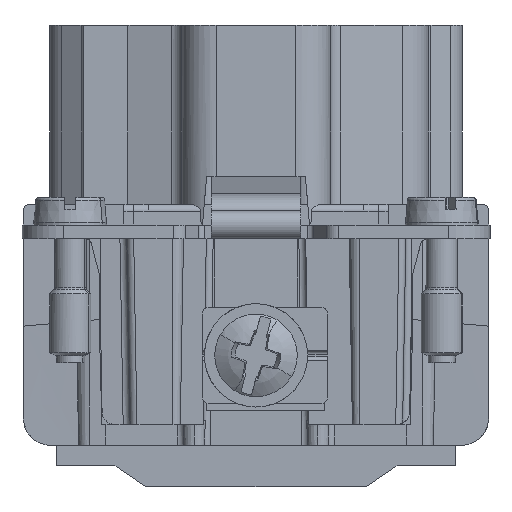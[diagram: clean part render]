
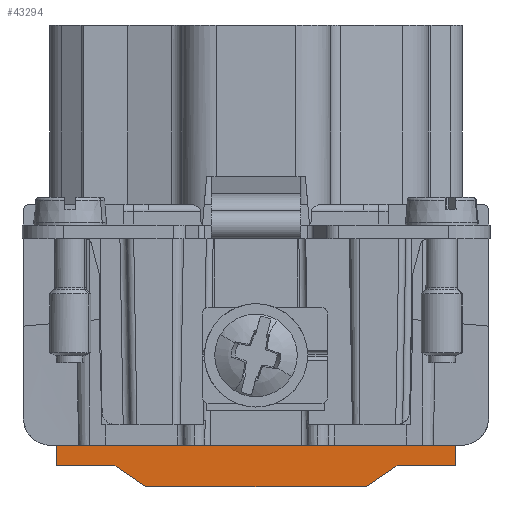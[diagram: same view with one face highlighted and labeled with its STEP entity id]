
A CAD part, front view. The second image highlights one B-rep face of the part: STEP entity #43294.
In plain terms, the highlighted planar face has unit normal (0, -1, 0).
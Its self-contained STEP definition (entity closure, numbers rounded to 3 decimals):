
#27387=AXIS2_PLACEMENT_3D('Circle Axis2P3D',#27385,#27386,$) ;
#27714=AXIS2_PLACEMENT_3D('Circle Axis2P3D',#27712,#27713,$) ;
#30502=AXIS2_PLACEMENT_3D('Circle Axis2P3D',#30500,#30501,$) ;
#30817=AXIS2_PLACEMENT_3D('Circle Axis2P3D',#30815,#30816,$) ;
#43262=AXIS2_PLACEMENT_3D('Plane Axis2P3D',#43259,#43260,#43261) ;
#13626=CARTESIAN_POINT('Vertex',(1.5,15.25,13.3)) ;
#13631=CARTESIAN_POINT('Line Origine',(1.575,15.25,13.3)) ;
#13635=CARTESIAN_POINT('Vertex',(1.65,15.25,13.3)) ;
#16794=CARTESIAN_POINT('Vertex',(32.35,15.25,13.3)) ;
#16797=CARTESIAN_POINT('Line Origine',(32.425,15.25,13.3)) ;
#16801=CARTESIAN_POINT('Vertex',(32.5,15.25,13.3)) ;
#20415=CARTESIAN_POINT('Line Origine',(1.697,15.25,10.588)) ;
#20419=CARTESIAN_POINT('Vertex',(1.745,15.25,7.875)) ;
#20467=CARTESIAN_POINT('Vertex',(3.778,15.25,4.)) ;
#20487=CARTESIAN_POINT('Line Origine',(17.,15.25,4.)) ;
#20491=CARTESIAN_POINT('Vertex',(30.222,15.25,4.)) ;
#20553=CARTESIAN_POINT('Vertex',(32.255,15.25,7.875)) ;
#20556=CARTESIAN_POINT('Line Origine',(32.303,15.25,10.588)) ;
#27314=CARTESIAN_POINT('Vertex',(3.629,15.25,4.)) ;
#27317=CARTESIAN_POINT('Line Origine',(3.703,15.25,4.)) ;
#27338=CARTESIAN_POINT('Line Origine',(30.297,15.25,4.)) ;
#27342=CARTESIAN_POINT('Vertex',(30.371,15.25,4.)) ;
#27385=CARTESIAN_POINT('Axis2P3D Location',(30.371,15.25,6.)) ;
#27389=CARTESIAN_POINT('Vertex',(32.371,15.25,6.)) ;
#27414=CARTESIAN_POINT('Vertex',(32.371,15.25,7.875)) ;
#27431=CARTESIAN_POINT('Line Origine',(32.371,15.25,6.938)) ;
#27453=CARTESIAN_POINT('Vertex',(32.5,15.25,13.1)) ;
#27458=CARTESIAN_POINT('Line Origine',(33.011,15.25,13.1)) ;
#27462=CARTESIAN_POINT('Vertex',(33.521,15.25,13.1)) ;
#27681=CARTESIAN_POINT('Line Origine',(33.521,15.25,9.483)) ;
#27685=CARTESIAN_POINT('Vertex',(33.521,15.25,5.866)) ;
#27712=CARTESIAN_POINT('Axis2P3D Location',(30.521,15.25,5.866)) ;
#27716=CARTESIAN_POINT('Vertex',(31.5,15.25,3.03)) ;
#27765=CARTESIAN_POINT('Line Origine',(31.5,15.25,2.265)) ;
#27769=CARTESIAN_POINT('Vertex',(31.5,15.25,1.5)) ;
#28175=CARTESIAN_POINT('Line Origine',(29.372,15.25,1.5)) ;
#28179=CARTESIAN_POINT('Vertex',(27.244,15.25,1.5)) ;
#28511=CARTESIAN_POINT('Line Origine',(26.122,15.25,0.75)) ;
#28515=CARTESIAN_POINT('Vertex',(25.,15.25,0.)) ;
#28659=CARTESIAN_POINT('Line Origine',(17.,15.25,0.)) ;
#28663=CARTESIAN_POINT('Vertex',(9.,15.25,0.)) ;
#29583=CARTESIAN_POINT('Line Origine',(7.878,15.25,0.75)) ;
#29587=CARTESIAN_POINT('Vertex',(6.756,15.25,1.5)) ;
#29900=CARTESIAN_POINT('Line Origine',(4.628,15.25,1.5)) ;
#29904=CARTESIAN_POINT('Vertex',(2.5,15.25,1.5)) ;
#30391=CARTESIAN_POINT('Line Origine',(2.5,15.25,2.265)) ;
#30395=CARTESIAN_POINT('Vertex',(2.5,15.25,3.03)) ;
#30492=CARTESIAN_POINT('Vertex',(0.479,15.25,5.866)) ;
#30500=CARTESIAN_POINT('Axis2P3D Location',(3.479,15.25,5.866)) ;
#30524=CARTESIAN_POINT('Vertex',(0.479,15.25,13.1)) ;
#30532=CARTESIAN_POINT('Line Origine',(0.479,15.25,9.483)) ;
#30548=CARTESIAN_POINT('Vertex',(1.5,15.25,13.1)) ;
#30726=CARTESIAN_POINT('Line Origine',(0.989,15.25,13.1)) ;
#30767=CARTESIAN_POINT('Line Origine',(1.629,15.25,6.938)) ;
#30771=CARTESIAN_POINT('Vertex',(1.629,15.25,6.)) ;
#30773=CARTESIAN_POINT('Vertex',(1.629,15.25,7.875)) ;
#30815=CARTESIAN_POINT('Axis2P3D Location',(3.629,15.25,6.)) ;
#41211=CARTESIAN_POINT('Line Origine',(1.687,15.25,7.875)) ;
#41226=CARTESIAN_POINT('Line Origine',(32.313,15.25,7.875)) ;
#42969=CARTESIAN_POINT('Line Origine',(32.5,15.25,13.2)) ;
#43011=CARTESIAN_POINT('Line Origine',(1.5,15.25,13.2)) ;
#43259=CARTESIAN_POINT('Axis2P3D Location',(23.25,15.25,14.5)) ;
#13632=DIRECTION('Vector Direction',(1.,0.,0.)) ;
#16798=DIRECTION('Vector Direction',(1.,0.,0.)) ;
#20416=DIRECTION('Vector Direction',(0.017,0.,-1.)) ;
#20488=DIRECTION('Vector Direction',(1.,0.,0.)) ;
#20557=DIRECTION('Vector Direction',(-0.017,0.,-1.)) ;
#27318=DIRECTION('Vector Direction',(1.,0.,0.)) ;
#27339=DIRECTION('Vector Direction',(1.,0.,0.)) ;
#27386=DIRECTION('Axis2P3D Direction',(-0.,1.,0.)) ;
#27432=DIRECTION('Vector Direction',(0.,0.,1.)) ;
#27459=DIRECTION('Vector Direction',(1.,0.,0.)) ;
#27682=DIRECTION('Vector Direction',(0.,0.,1.)) ;
#27713=DIRECTION('Axis2P3D Direction',(-0.,1.,0.)) ;
#27766=DIRECTION('Vector Direction',(0.,0.,1.)) ;
#28176=DIRECTION('Vector Direction',(1.,0.,0.)) ;
#28512=DIRECTION('Vector Direction',(-0.831,0.,-0.556)) ;
#28660=DIRECTION('Vector Direction',(1.,0.,0.)) ;
#29584=DIRECTION('Vector Direction',(0.831,0.,-0.556)) ;
#29901=DIRECTION('Vector Direction',(1.,0.,0.)) ;
#30392=DIRECTION('Vector Direction',(0.,0.,1.)) ;
#30501=DIRECTION('Axis2P3D Direction',(-0.,-1.,0.)) ;
#30533=DIRECTION('Vector Direction',(0.,0.,1.)) ;
#30727=DIRECTION('Vector Direction',(1.,0.,0.)) ;
#30768=DIRECTION('Vector Direction',(0.,0.,1.)) ;
#30816=DIRECTION('Axis2P3D Direction',(-0.,-1.,0.)) ;
#41212=DIRECTION('Vector Direction',(1.,0.,0.)) ;
#41227=DIRECTION('Vector Direction',(-1.,0.,0.)) ;
#42970=DIRECTION('Vector Direction',(0.,0.,1.)) ;
#43012=DIRECTION('Vector Direction',(0.,0.,-1.)) ;
#43260=DIRECTION('Axis2P3D Direction',(-0.,1.,0.)) ;
#43261=DIRECTION('Axis2P3D XDirection',(1.,0.,0.)) ;
#13633=VECTOR('Line Direction',#13632,1.) ;
#16799=VECTOR('Line Direction',#16798,1.) ;
#20417=VECTOR('Line Direction',#20416,1.) ;
#20489=VECTOR('Line Direction',#20488,1.) ;
#20558=VECTOR('Line Direction',#20557,1.) ;
#27319=VECTOR('Line Direction',#27318,1.) ;
#27340=VECTOR('Line Direction',#27339,1.) ;
#27433=VECTOR('Line Direction',#27432,1.) ;
#27460=VECTOR('Line Direction',#27459,1.) ;
#27683=VECTOR('Line Direction',#27682,1.) ;
#27767=VECTOR('Line Direction',#27766,1.) ;
#28177=VECTOR('Line Direction',#28176,1.) ;
#28513=VECTOR('Line Direction',#28512,1.) ;
#28661=VECTOR('Line Direction',#28660,1.) ;
#29585=VECTOR('Line Direction',#29584,1.) ;
#29902=VECTOR('Line Direction',#29901,1.) ;
#30393=VECTOR('Line Direction',#30392,1.) ;
#30534=VECTOR('Line Direction',#30533,1.) ;
#30728=VECTOR('Line Direction',#30727,1.) ;
#30769=VECTOR('Line Direction',#30768,1.) ;
#41213=VECTOR('Line Direction',#41212,1.) ;
#41228=VECTOR('Line Direction',#41227,1.) ;
#42971=VECTOR('Line Direction',#42970,1.) ;
#43013=VECTOR('Line Direction',#43012,1.) ;
#43265=ORIENTED_EDGE('',*,*,#20493,.T.) ;
#43266=ORIENTED_EDGE('',*,*,#27321,.T.) ;
#43267=ORIENTED_EDGE('',*,*,#30819,.T.) ;
#43268=ORIENTED_EDGE('',*,*,#30775,.T.) ;
#43269=ORIENTED_EDGE('',*,*,#41215,.T.) ;
#43270=ORIENTED_EDGE('',*,*,#20421,.F.) ;
#43271=ORIENTED_EDGE('',*,*,#13637,.F.) ;
#43272=ORIENTED_EDGE('',*,*,#43015,.T.) ;
#43273=ORIENTED_EDGE('',*,*,#30730,.T.) ;
#43274=ORIENTED_EDGE('',*,*,#30536,.T.) ;
#43275=ORIENTED_EDGE('',*,*,#30504,.T.) ;
#43276=ORIENTED_EDGE('',*,*,#30397,.T.) ;
#43277=ORIENTED_EDGE('',*,*,#29906,.T.) ;
#43278=ORIENTED_EDGE('',*,*,#29589,.T.) ;
#43279=ORIENTED_EDGE('',*,*,#28665,.T.) ;
#43280=ORIENTED_EDGE('',*,*,#28517,.F.) ;
#43281=ORIENTED_EDGE('',*,*,#28181,.F.) ;
#43282=ORIENTED_EDGE('',*,*,#27771,.F.) ;
#43283=ORIENTED_EDGE('',*,*,#27718,.F.) ;
#43284=ORIENTED_EDGE('',*,*,#27687,.F.) ;
#43285=ORIENTED_EDGE('',*,*,#27464,.F.) ;
#43286=ORIENTED_EDGE('',*,*,#42973,.T.) ;
#43287=ORIENTED_EDGE('',*,*,#16803,.F.) ;
#43288=ORIENTED_EDGE('',*,*,#20560,.T.) ;
#43289=ORIENTED_EDGE('',*,*,#41230,.T.) ;
#43290=ORIENTED_EDGE('',*,*,#27435,.F.) ;
#43291=ORIENTED_EDGE('',*,*,#27391,.F.) ;
#43292=ORIENTED_EDGE('',*,*,#27344,.T.) ;
#43294=ADVANCED_FACE('Hauptk\X2\00F6\X0\rper',(#43293),#43263,.F.) ;
#27388=CIRCLE('generated circle',#27387,2.) ;
#27715=CIRCLE('generated circle',#27714,3.) ;
#30503=CIRCLE('generated circle',#30502,3.) ;
#30818=CIRCLE('generated circle',#30817,2.) ;
#13637=EDGE_CURVE('',#13627,#13636,#13634,.T.) ;
#16803=EDGE_CURVE('',#16795,#16802,#16800,.T.) ;
#20421=EDGE_CURVE('',#13636,#20420,#20418,.T.) ;
#20493=EDGE_CURVE('',#20492,#20468,#20490,.F.) ;
#20560=EDGE_CURVE('',#16795,#20554,#20559,.T.) ;
#27321=EDGE_CURVE('',#20468,#27315,#27320,.F.) ;
#27344=EDGE_CURVE('',#27343,#20492,#27341,.F.) ;
#27391=EDGE_CURVE('',#27343,#27390,#27388,.F.) ;
#27435=EDGE_CURVE('',#27390,#27415,#27434,.T.) ;
#27464=EDGE_CURVE('',#27454,#27463,#27461,.T.) ;
#27687=EDGE_CURVE('',#27463,#27686,#27684,.F.) ;
#27718=EDGE_CURVE('',#27686,#27717,#27715,.T.) ;
#27771=EDGE_CURVE('',#27717,#27770,#27768,.F.) ;
#28181=EDGE_CURVE('',#27770,#28180,#28178,.F.) ;
#28517=EDGE_CURVE('',#28180,#28516,#28514,.T.) ;
#28665=EDGE_CURVE('',#28664,#28516,#28662,.T.) ;
#29589=EDGE_CURVE('',#29588,#28664,#29586,.T.) ;
#29906=EDGE_CURVE('',#29905,#29588,#29903,.T.) ;
#30397=EDGE_CURVE('',#30396,#29905,#30394,.F.) ;
#30504=EDGE_CURVE('',#30493,#30396,#30503,.T.) ;
#30536=EDGE_CURVE('',#30525,#30493,#30535,.F.) ;
#30730=EDGE_CURVE('',#30549,#30525,#30729,.F.) ;
#30775=EDGE_CURVE('',#30772,#30774,#30770,.T.) ;
#30819=EDGE_CURVE('',#27315,#30772,#30818,.F.) ;
#41215=EDGE_CURVE('',#30774,#20420,#41214,.T.) ;
#41230=EDGE_CURVE('',#20554,#27415,#41229,.F.) ;
#42973=EDGE_CURVE('',#27454,#16802,#42972,.T.) ;
#43015=EDGE_CURVE('',#13627,#30549,#43014,.T.) ;
#43264=EDGE_LOOP('',(#43265,#43266,#43267,#43268,#43269,#43270,#43271,#43272,#43273,#43274,#43275,#43276,#43277,#43278,#43279,#43280,#43281,#43282,#43283,#43284,#43285,#43286,#43287,#43288,#43289,#43290,#43291,#43292)) ;
#43293=FACE_OUTER_BOUND('',#43264,.T.) ;
#13634=LINE('Line',#13631,#13633) ;
#16800=LINE('Line',#16797,#16799) ;
#20418=LINE('Line',#20415,#20417) ;
#20490=LINE('Line',#20487,#20489) ;
#20559=LINE('Line',#20556,#20558) ;
#27320=LINE('Line',#27317,#27319) ;
#27341=LINE('Line',#27338,#27340) ;
#27434=LINE('Line',#27431,#27433) ;
#27461=LINE('Line',#27458,#27460) ;
#27684=LINE('Line',#27681,#27683) ;
#27768=LINE('Line',#27765,#27767) ;
#28178=LINE('Line',#28175,#28177) ;
#28514=LINE('Line',#28511,#28513) ;
#28662=LINE('Line',#28659,#28661) ;
#29586=LINE('Line',#29583,#29585) ;
#29903=LINE('Line',#29900,#29902) ;
#30394=LINE('Line',#30391,#30393) ;
#30535=LINE('Line',#30532,#30534) ;
#30729=LINE('Line',#30726,#30728) ;
#30770=LINE('Line',#30767,#30769) ;
#41214=LINE('Line',#41211,#41213) ;
#41229=LINE('Line',#41226,#41228) ;
#42972=LINE('Line',#42969,#42971) ;
#43014=LINE('Line',#43011,#43013) ;
#43263=PLANE('',#43262) ;
#13627=VERTEX_POINT('',#13626) ;
#13636=VERTEX_POINT('',#13635) ;
#16795=VERTEX_POINT('',#16794) ;
#16802=VERTEX_POINT('',#16801) ;
#20420=VERTEX_POINT('',#20419) ;
#20468=VERTEX_POINT('',#20467) ;
#20492=VERTEX_POINT('',#20491) ;
#20554=VERTEX_POINT('',#20553) ;
#27315=VERTEX_POINT('',#27314) ;
#27343=VERTEX_POINT('',#27342) ;
#27390=VERTEX_POINT('',#27389) ;
#27415=VERTEX_POINT('',#27414) ;
#27454=VERTEX_POINT('',#27453) ;
#27463=VERTEX_POINT('',#27462) ;
#27686=VERTEX_POINT('',#27685) ;
#27717=VERTEX_POINT('',#27716) ;
#27770=VERTEX_POINT('',#27769) ;
#28180=VERTEX_POINT('',#28179) ;
#28516=VERTEX_POINT('',#28515) ;
#28664=VERTEX_POINT('',#28663) ;
#29588=VERTEX_POINT('',#29587) ;
#29905=VERTEX_POINT('',#29904) ;
#30396=VERTEX_POINT('',#30395) ;
#30493=VERTEX_POINT('',#30492) ;
#30525=VERTEX_POINT('',#30524) ;
#30549=VERTEX_POINT('',#30548) ;
#30772=VERTEX_POINT('',#30771) ;
#30774=VERTEX_POINT('',#30773) ;
